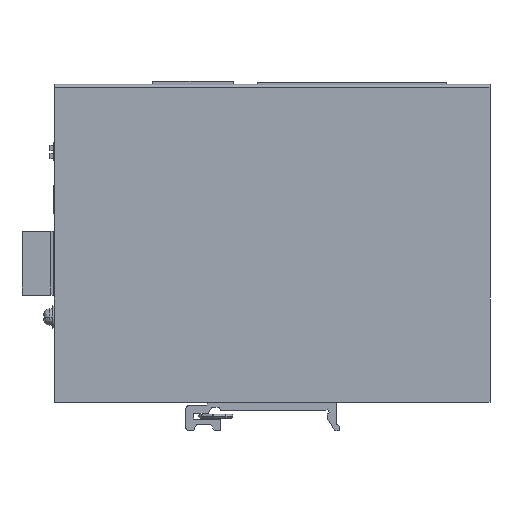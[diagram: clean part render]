
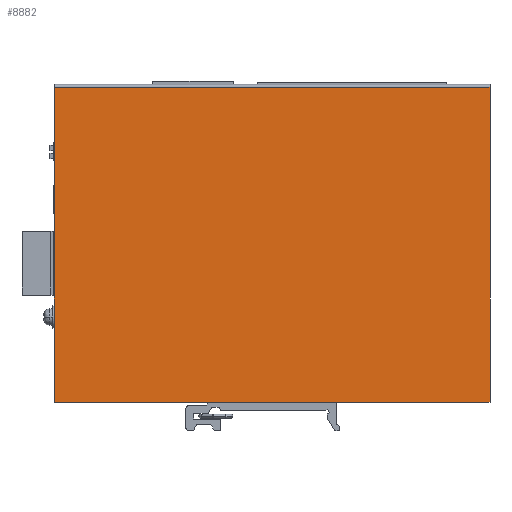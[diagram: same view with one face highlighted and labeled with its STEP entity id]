
A CAD part, front view. The second image highlights one B-rep face of the part: STEP entity #8882.
In plain terms, the highlighted planar face has unit normal (0, -1, 0).
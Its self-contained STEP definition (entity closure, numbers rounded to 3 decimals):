
#243=DIRECTION('',(-1.,0.,0.));
#244=VECTOR('',#243,137.);
#245=CARTESIAN_POINT('',(68.5,0.,49.));
#246=LINE('',#245,#244);
#247=DIRECTION('',(0.,0.,-1.));
#248=VECTOR('',#247,99.);
#249=CARTESIAN_POINT('',(68.5,0.,49.));
#250=LINE('',#249,#248);
#251=DIRECTION('',(-1.,0.,0.));
#252=VECTOR('',#251,137.);
#253=CARTESIAN_POINT('',(68.5,0.,-50.));
#254=LINE('',#253,#252);
#255=DIRECTION('',(0.,0.,1.));
#256=VECTOR('',#255,99.);
#257=CARTESIAN_POINT('',(-68.5,0.,-50.));
#258=LINE('',#257,#256);
#6723=CARTESIAN_POINT('',(68.5,0.,-50.));
#6724=CARTESIAN_POINT('',(-68.5,0.,-50.));
#6725=VERTEX_POINT('',#6723);
#6726=VERTEX_POINT('',#6724);
#6739=CARTESIAN_POINT('',(-68.5,0.,49.));
#6741=VERTEX_POINT('',#6739);
#6745=CARTESIAN_POINT('',(68.5,0.,49.));
#6746=VERTEX_POINT('',#6745);
#8867=CARTESIAN_POINT('',(0.,0.,0.));
#8868=DIRECTION('',(0.,1.,0.));
#8869=DIRECTION('',(1.,0.,0.));
#8870=AXIS2_PLACEMENT_3D('',#8867,#8868,#8869);
#8871=PLANE('',#8870);
#8873=ORIENTED_EDGE('',*,*,#8872,.F.);
#8875=ORIENTED_EDGE('',*,*,#8874,.T.);
#8877=ORIENTED_EDGE('',*,*,#8876,.T.);
#8879=ORIENTED_EDGE('',*,*,#8878,.T.);
#8880=EDGE_LOOP('',(#8873,#8875,#8877,#8879));
#8881=FACE_OUTER_BOUND('',#8880,.F.);
#8872=EDGE_CURVE('',#6746,#6741,#246,.T.);
#8874=EDGE_CURVE('',#6746,#6725,#250,.T.);
#8876=EDGE_CURVE('',#6725,#6726,#254,.T.);
#8878=EDGE_CURVE('',#6726,#6741,#258,.T.);
#8882=ADVANCED_FACE('',(#8881),#8871,.F.);
